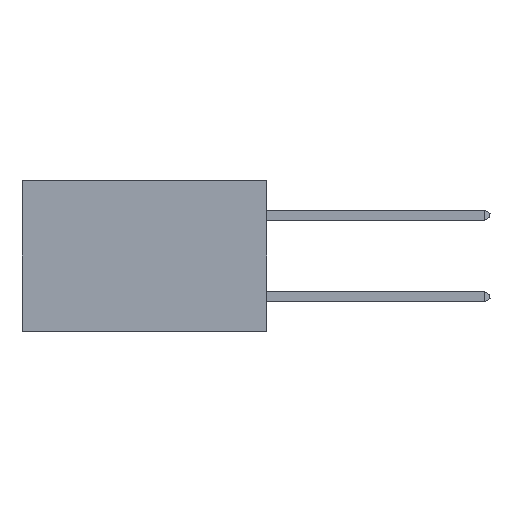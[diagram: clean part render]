
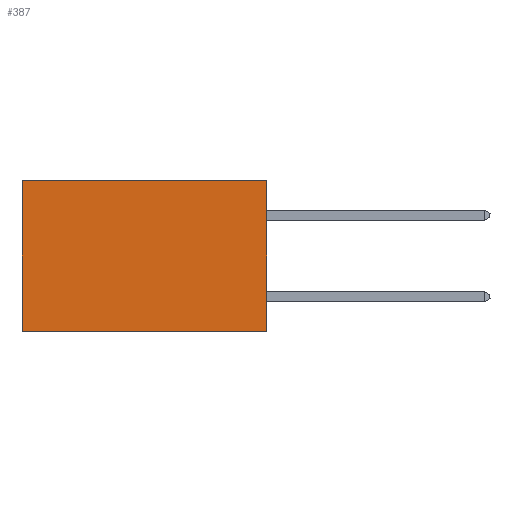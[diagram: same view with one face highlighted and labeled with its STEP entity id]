
A CAD part, left-side view. The second image highlights one B-rep face of the part: STEP entity #387.
In plain terms, the highlighted planar face has unit normal (-1, 0, 0).
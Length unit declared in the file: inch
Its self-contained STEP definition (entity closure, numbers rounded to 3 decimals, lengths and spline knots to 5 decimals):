
#387 = ADVANCED_FACE ( 'NONE', ( #31160 ), #21210, .F. ) ;
#832 = DIRECTION ( 'NONE',  ( 0., 1., 0. ) ) ;
#1249 = VERTEX_POINT ( 'NONE', #29754 ) ;
#2951 = LINE ( 'NONE', #18592, #24756 ) ;
#3902 = ORIENTED_EDGE ( 'NONE', *, *, #41450, .F. ) ;
#3928 = LINE ( 'NONE', #27353, #21338 ) ;
#5316 = ORIENTED_EDGE ( 'NONE', *, *, #29870, .T. ) ;
#5826 = ORIENTED_EDGE ( 'NONE', *, *, #38968, .F. ) ;
#9489 = LINE ( 'NONE', #11741, #44859 ) ;
#9519 = VERTEX_POINT ( 'NONE', #22367 ) ;
#10658 = LINE ( 'NONE', #34376, #17713 ) ;
#11741 = CARTESIAN_POINT ( 'NONE',  ( 0.2875, 0.6, 0. ) ) ;
#17713 = VECTOR ( 'NONE', #31000, 39.37008 ) ;
#17854 = DIRECTION ( 'NONE',  ( 1., 0., 0. ) ) ;
#18592 = CARTESIAN_POINT ( 'NONE',  ( 0.2875, 0., 0. ) ) ;
#20906 = EDGE_LOOP ( 'NONE', ( #25689, #3902, #5826, #5316 ) ) ;
#21210 = PLANE ( 'NONE',  #30340 ) ;
#21338 = VECTOR ( 'NONE', #34356, 39.37008 ) ;
#22367 = CARTESIAN_POINT ( 'NONE',  ( 0.2875, 0., 0. ) ) ;
#24756 = VECTOR ( 'NONE', #832, 39.37008 ) ;
#25689 = ORIENTED_EDGE ( 'NONE', *, *, #35047, .T. ) ;
#27353 = CARTESIAN_POINT ( 'NONE',  ( 0.2875, 0., -0.37 ) ) ;
#28206 = DIRECTION ( 'NONE',  ( 0., 0., -1. ) ) ;
#28349 = CARTESIAN_POINT ( 'NONE',  ( 0.2875, 0., 0. ) ) ;
#29754 = CARTESIAN_POINT ( 'NONE',  ( 0.2875, 0.6, 0. ) ) ;
#29870 = EDGE_CURVE ( 'NONE', #9519, #1249, #2951, .T. ) ;
#30340 = AXIS2_PLACEMENT_3D ( 'NONE', #28349, #17854, #28206 ) ;
#31000 = DIRECTION ( 'NONE',  ( 0., 0., -1. ) ) ;
#31160 = FACE_OUTER_BOUND ( 'NONE', #20906, .T. ) ;
#34356 = DIRECTION ( 'NONE',  ( 0., 1., 0. ) ) ;
#34376 = CARTESIAN_POINT ( 'NONE',  ( 0.2875, 0., 0. ) ) ;
#35047 = EDGE_CURVE ( 'NONE', #1249, #35343, #9489, .T. ) ;
#35343 = VERTEX_POINT ( 'NONE', #44714 ) ;
#35771 = VERTEX_POINT ( 'NONE', #39657 ) ;
#38968 = EDGE_CURVE ( 'NONE', #9519, #35771, #10658, .T. ) ;
#39657 = CARTESIAN_POINT ( 'NONE',  ( 0.2875, 0., -0.37 ) ) ;
#41450 = EDGE_CURVE ( 'NONE', #35771, #35343, #3928, .T. ) ;
#42610 = DIRECTION ( 'NONE',  ( 0., 0., -1. ) ) ;
#44714 = CARTESIAN_POINT ( 'NONE',  ( 0.2875, 0.6, -0.37 ) ) ;
#44859 = VECTOR ( 'NONE', #42610, 39.37008 ) ;
